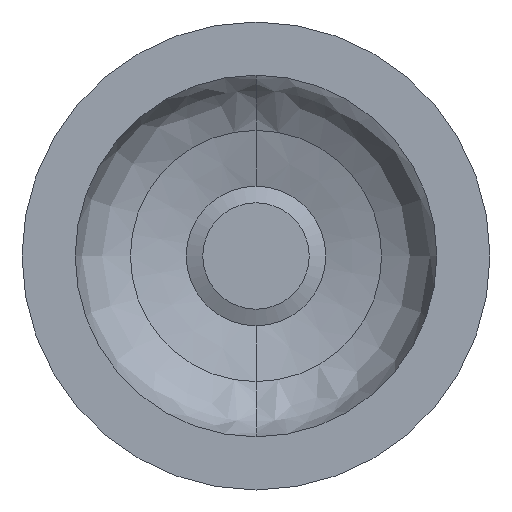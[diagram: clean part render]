
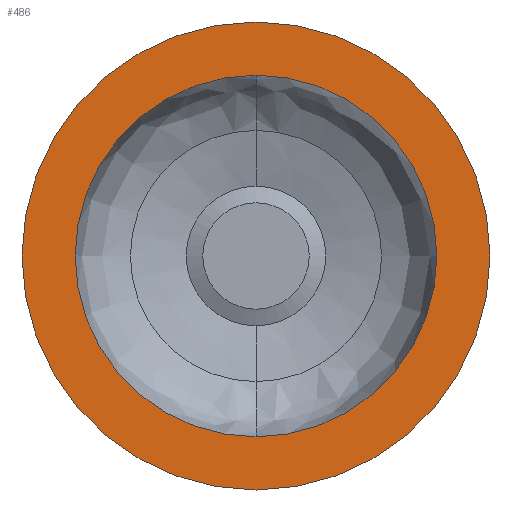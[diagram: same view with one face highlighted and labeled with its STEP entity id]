
A CAD part, front view. The second image highlights one B-rep face of the part: STEP entity #486.
In plain terms, the highlighted planar face has unit normal (0, -1, 0).
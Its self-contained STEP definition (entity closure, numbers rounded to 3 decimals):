
#86 = AXIS2_PLACEMENT_3D ( 'NONE', #1749, #700, #712 ) ;
#265 = CARTESIAN_POINT ( 'NONE',  ( 0., 0., 0. ) ) ;
#323 = DIRECTION ( 'NONE',  ( 0., 0., 1. ) ) ;
#377 = CARTESIAN_POINT ( 'NONE',  ( 0., 0., 0. ) ) ;
#387 = FACE_BOUND ( 'NONE', #421, .T. ) ;
#421 = EDGE_LOOP ( 'NONE', ( #513, #1123 ) ) ;
#452 = CARTESIAN_POINT ( 'NONE',  ( 0., 0., 17. ) ) ;
#473 = CIRCLE ( 'NONE', #1428, 17. ) ;
#486 = ADVANCED_FACE ( 'NONE', ( #387, #1515 ), #1673, .F. ) ;
#513 = ORIENTED_EDGE ( 'NONE', *, *, #1256, .F. ) ;
#593 = AXIS2_PLACEMENT_3D ( 'NONE', #265, #1843, #2190 ) ;
#628 = EDGE_LOOP ( 'NONE', ( #1040, #1953 ) ) ;
#700 = DIRECTION ( 'NONE',  ( 0., -1., 0. ) ) ;
#712 = DIRECTION ( 'NONE',  ( 0., 0., 1. ) ) ;
#806 = CARTESIAN_POINT ( 'NONE',  ( 0., 0., 0. ) ) ;
#925 = CARTESIAN_POINT ( 'NONE',  ( 0., 0., -17. ) ) ;
#991 = VERTEX_POINT ( 'NONE', #2215 ) ;
#1040 = ORIENTED_EDGE ( 'NONE', *, *, #1912, .F. ) ;
#1083 = CIRCLE ( 'NONE', #86, 17. ) ;
#1123 = ORIENTED_EDGE ( 'NONE', *, *, #1166, .F. ) ;
#1127 = DIRECTION ( 'NONE',  ( 0., 0., 1. ) ) ;
#1166 = EDGE_CURVE ( 'NONE', #1467, #2095, #1083, .T. ) ;
#1177 = CARTESIAN_POINT ( 'NONE',  ( 0., 0., 0. ) ) ;
#1256 = EDGE_CURVE ( 'NONE', #2095, #1467, #473, .T. ) ;
#1308 = AXIS2_PLACEMENT_3D ( 'NONE', #806, #2216, #1127 ) ;
#1369 = DIRECTION ( 'NONE',  ( 0., 1., 0. ) ) ;
#1428 = AXIS2_PLACEMENT_3D ( 'NONE', #377, #2145, #2158 ) ;
#1467 = VERTEX_POINT ( 'NONE', #925 ) ;
#1515 = FACE_OUTER_BOUND ( 'NONE', #628, .T. ) ;
#1562 = CARTESIAN_POINT ( 'NONE',  ( 0., 0., -22. ) ) ;
#1649 = CIRCLE ( 'NONE', #593, 22. ) ;
#1652 = EDGE_CURVE ( 'NONE', #2179, #991, #2192, .T. ) ;
#1673 = PLANE ( 'NONE',  #1308 ) ;
#1732 = AXIS2_PLACEMENT_3D ( 'NONE', #1177, #1369, #323 ) ;
#1749 = CARTESIAN_POINT ( 'NONE',  ( 0., 0., 0. ) ) ;
#1843 = DIRECTION ( 'NONE',  ( 0., 1., 0. ) ) ;
#1912 = EDGE_CURVE ( 'NONE', #991, #2179, #1649, .T. ) ;
#1953 = ORIENTED_EDGE ( 'NONE', *, *, #1652, .F. ) ;
#2095 = VERTEX_POINT ( 'NONE', #452 ) ;
#2145 = DIRECTION ( 'NONE',  ( 0., -1., 0. ) ) ;
#2158 = DIRECTION ( 'NONE',  ( 0., 0., 1. ) ) ;
#2179 = VERTEX_POINT ( 'NONE', #1562 ) ;
#2190 = DIRECTION ( 'NONE',  ( 0., 0., 1. ) ) ;
#2192 = CIRCLE ( 'NONE', #1732, 22. ) ;
#2215 = CARTESIAN_POINT ( 'NONE',  ( 0., 0., 22. ) ) ;
#2216 = DIRECTION ( 'NONE',  ( 0., 1., 0. ) ) ;
